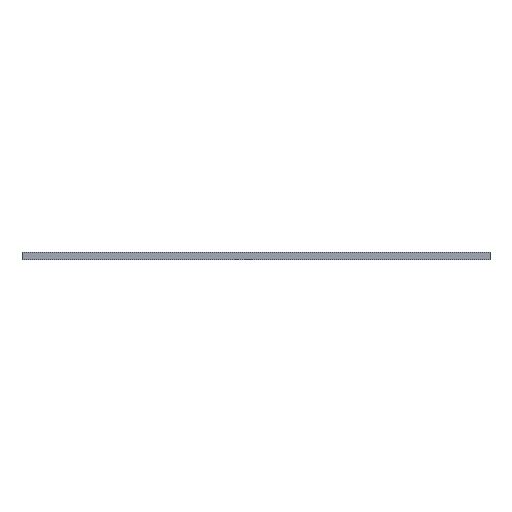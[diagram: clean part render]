
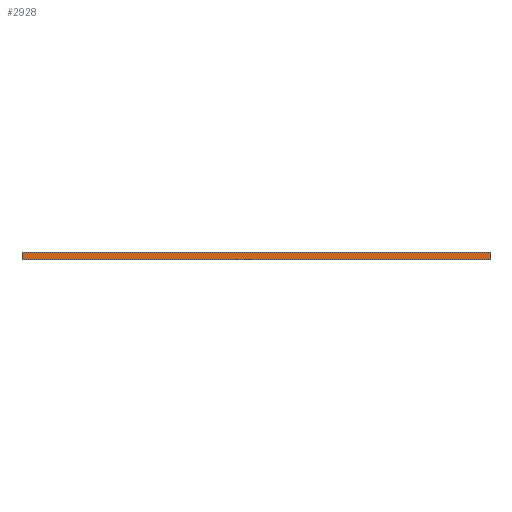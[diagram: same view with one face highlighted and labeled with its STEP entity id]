
A CAD part, left-side view. The second image highlights one B-rep face of the part: STEP entity #2928.
In plain terms, the highlighted planar face has unit normal (-1, 0, 0).
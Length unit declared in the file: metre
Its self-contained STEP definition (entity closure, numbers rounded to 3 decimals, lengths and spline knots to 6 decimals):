
#369=ORIENTED_EDGE('',*,*,#1216,.T.);
#370=ORIENTED_EDGE('',*,*,#1217,.F.);
#371=ORIENTED_EDGE('',*,*,#1064,.F.);
#372=ORIENTED_EDGE('',*,*,#1214,.T.);
#1064=EDGE_CURVE('',#1497,#1499,#1786,.T.);
#1214=EDGE_CURVE('',#1497,#1635,#1889,.T.);
#1216=EDGE_CURVE('',#1635,#1637,#1891,.T.);
#1217=EDGE_CURVE('',#1499,#1637,#1892,.T.);
#1497=VERTEX_POINT('',#3816);
#1499=VERTEX_POINT('',#3819);
#1635=VERTEX_POINT('',#4207);
#1637=VERTEX_POINT('',#4213);
#1786=LINE('',#3818,#2106);
#1889=LINE('',#4209,#2209);
#1891=LINE('',#4212,#2211);
#1892=LINE('',#4214,#2212);
#2106=VECTOR('',#3236,1.);
#2209=VECTOR('',#3369,1.);
#2211=VECTOR('',#3373,1.);
#2212=VECTOR('',#3374,1.);
#2451=EDGE_LOOP('',(#369,#370,#371,#372));
#2647=FACE_BOUND('',#2451,.T.);
#2823=PLANE('',#3109);
#2928=ADVANCED_FACE('',(#2647),#2823,.F.);
#3109=AXIS2_PLACEMENT_3D('',#4211,#3371,#3372);
#3236=DIRECTION('',(0.,-1.,0.));
#3369=DIRECTION('',(0.,0.,-1.));
#3371=DIRECTION('',(1.,0.,0.));
#3372=DIRECTION('',(0.,0.,-1.));
#3373=DIRECTION('',(0.,-1.,0.));
#3374=DIRECTION('',(0.,0.,-1.));
#3816=CARTESIAN_POINT('',(-0.0426,0.041388,0.0015));
#3818=CARTESIAN_POINT('',(-0.0426,-0.006612,0.0015));
#3819=CARTESIAN_POINT('',(-0.0426,-0.054612,0.0015));
#4207=CARTESIAN_POINT('',(-0.0426,0.041388,0.));
#4209=CARTESIAN_POINT('',(-0.0426,0.041388,0.0015));
#4211=CARTESIAN_POINT('',(-0.0426,-0.006612,0.0015));
#4212=CARTESIAN_POINT('',(-0.0426,-0.006612,0.));
#4213=CARTESIAN_POINT('',(-0.0426,-0.054612,0.));
#4214=CARTESIAN_POINT('',(-0.0426,-0.054612,0.0015));
